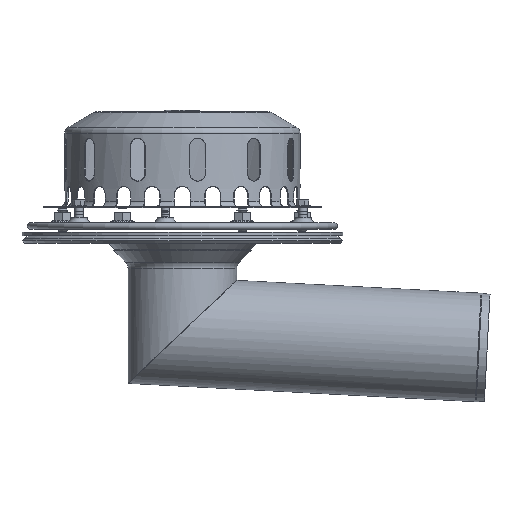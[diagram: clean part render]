
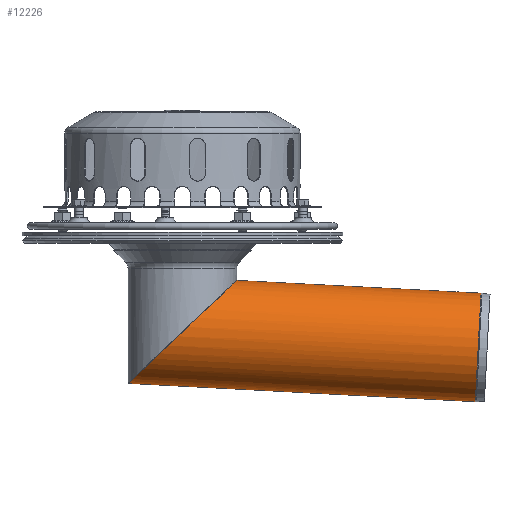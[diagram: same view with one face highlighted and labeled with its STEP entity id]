
A CAD part, front view. The second image highlights one B-rep face of the part: STEP entity #12226.
In plain terms, the highlighted cylindrical face has radius 508 mm (diameter 1016 mm), a full revolution.
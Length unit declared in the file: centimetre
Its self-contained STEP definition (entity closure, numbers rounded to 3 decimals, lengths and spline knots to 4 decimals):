
#492=ELLIPSE('',#13152,70.0328,50.8);
#499=CYLINDRICAL_SURFACE('',#13151,50.8);
#1283=FACE_OUTER_BOUND('',#2039,.T.);
#2039=EDGE_LOOP('',(#8527,#8528,#8529,#8530,#8531));
#2878=LINE('',#18618,#3580);
#3580=VECTOR('',#15062,50.8);
#4304=CIRCLE('',#13143,50.8);
#4308=CIRCLE('',#13147,50.8);
#5041=VERTEX_POINT('',#18600);
#5042=VERTEX_POINT('',#18601);
#5046=VERTEX_POINT('',#18616);
#6346=EDGE_CURVE('',#5041,#5042,#4304,.T.);
#6350=EDGE_CURVE('',#5042,#5041,#4308,.T.);
#6354=EDGE_CURVE('',#5046,#5046,#492,.T.);
#6355=EDGE_CURVE('',#5046,#5042,#2878,.T.);
#8527=ORIENTED_EDGE('',*,*,#6354,.F.);
#8528=ORIENTED_EDGE('',*,*,#6355,.T.);
#8529=ORIENTED_EDGE('',*,*,#6350,.T.);
#8530=ORIENTED_EDGE('',*,*,#6346,.T.);
#8531=ORIENTED_EDGE('',*,*,#6355,.F.);
#12226=ADVANCED_FACE('',(#1283),#499,.T.);
#13143=AXIS2_PLACEMENT_3D('',#18602,#15040,#15041);
#13147=AXIS2_PLACEMENT_3D('',#18608,#15048,#15049);
#13151=AXIS2_PLACEMENT_3D('',#18615,#15058,#15059);
#13152=AXIS2_PLACEMENT_3D('',#18617,#15060,#15061);
#15040=DIRECTION('center_axis',(-0.999,0.,
0.052));
#15041=DIRECTION('ref_axis',(0.052,0.,0.999));
#15048=DIRECTION('center_axis',(-0.999,0.,
0.052));
#15049=DIRECTION('ref_axis',(0.052,0.,0.999));
#15058=DIRECTION('center_axis',(-0.999,0.,
0.052));
#15059=DIRECTION('ref_axis',(-0.052,0.,-0.999));
#15060=DIRECTION('center_axis',(-0.688,0.,
0.725));
#15061=DIRECTION('ref_axis',(-0.725,0.,-0.688));
#15062=DIRECTION('',(0.999,0.,-0.052));
#18600=CARTESIAN_POINT('',(273.9163,0.,-65.2251));
#18601=CARTESIAN_POINT('',(279.2336,0.,36.2357));
#18602=CARTESIAN_POINT('Origin',(276.575,0.,
-14.4947));
#18608=CARTESIAN_POINT('Origin',(276.575,0.,
-14.4947));
#18615=CARTESIAN_POINT('Origin',(96.8565,0.,
-5.076));
#18616=CARTESIAN_POINT('',(50.8,0.,48.2074));
#18617=CARTESIAN_POINT('Origin',(0.,0.,
0.));
#18618=CARTESIAN_POINT('',(99.5152,0.,45.6543));
